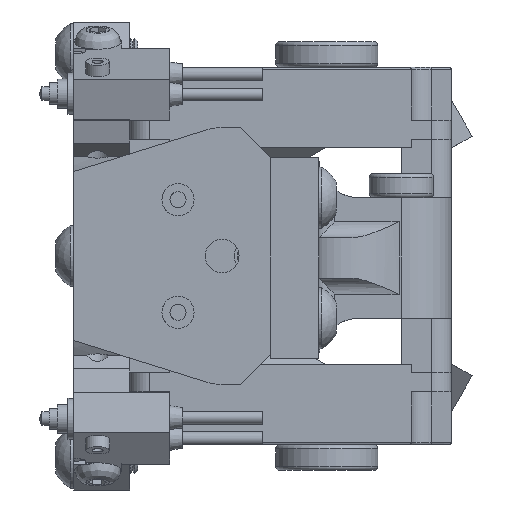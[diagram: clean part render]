
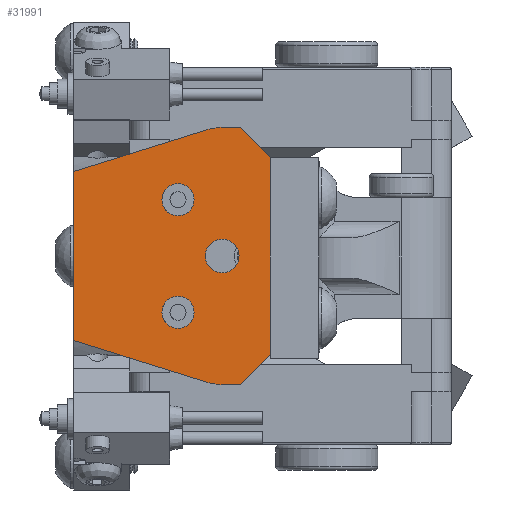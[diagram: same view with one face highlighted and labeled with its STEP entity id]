
A CAD part, left-side view. The second image highlights one B-rep face of the part: STEP entity #31991.
In plain terms, the highlighted planar face has unit normal (-1, 0, 0).
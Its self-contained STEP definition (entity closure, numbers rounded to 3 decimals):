
#2576=FACE_BOUND('',#6298,.T.);
#2577=FACE_BOUND('',#6299,.T.);
#2578=FACE_BOUND('',#6300,.T.);
#2743=CIRCLE('',#34268,2.);
#2744=CIRCLE('',#34271,2.);
#2811=CIRCLE('',#34432,2.1);
#2812=CIRCLE('',#34434,6.);
#2813=CIRCLE('',#34437,6.);
#4453=FACE_OUTER_BOUND('',#6297,.T.);
#6297=EDGE_LOOP('',(#21865,#21866,#21867,#21868,#21869,#21870,#21871,#21872,
#21873,#21874));
#6298=EDGE_LOOP('',(#21875));
#6299=EDGE_LOOP('',(#21876));
#6300=EDGE_LOOP('',(#21877));
#8170=LINE('',#47032,#10664);
#8174=LINE('',#47039,#10668);
#8186=LINE('',#47081,#10680);
#8188=LINE('',#47085,#10682);
#8208=LINE('',#47182,#10702);
#8355=LINE('',#47711,#10849);
#8360=LINE('',#47724,#10854);
#8361=LINE('',#47728,#10855);
#10664=VECTOR('',#37681,10.);
#10668=VECTOR('',#37687,10.);
#10680=VECTOR('',#37721,10.);
#10682=VECTOR('',#37725,10.);
#10702=VECTOR('',#37837,10.);
#10849=VECTOR('',#38232,10.);
#10854=VECTOR('',#38247,10.);
#10855=VECTOR('',#38254,10.);
#13158=VERTEX_POINT('',#47029);
#13159=VERTEX_POINT('',#47031);
#13161=VERTEX_POINT('',#47037);
#13180=VERTEX_POINT('',#47079);
#13181=VERTEX_POINT('',#47083);
#13184=VERTEX_POINT('',#47097);
#13185=VERTEX_POINT('',#47102);
#13211=VERTEX_POINT('',#47179);
#13212=VERTEX_POINT('',#47181);
#13354=VERTEX_POINT('',#47710);
#13355=VERTEX_POINT('',#47714);
#13356=VERTEX_POINT('',#47718);
#13357=VERTEX_POINT('',#47719);
#16367=EDGE_CURVE('',#13158,#13159,#8170,.T.);
#16371=EDGE_CURVE('',#13158,#13161,#8174,.T.);
#16392=EDGE_CURVE('',#13180,#13161,#8186,.T.);
#16394=EDGE_CURVE('',#13180,#13181,#8188,.T.);
#16399=EDGE_CURVE('',#13184,#13184,#2743,.T.);
#16402=EDGE_CURVE('',#13185,#13185,#2744,.T.);
#16442=EDGE_CURVE('',#13212,#13211,#8208,.T.);
#16655=EDGE_CURVE('',#13354,#13212,#8355,.T.);
#16658=EDGE_CURVE('',#13355,#13355,#2811,.T.);
#16659=EDGE_CURVE('',#13356,#13357,#2812,.T.);
#16662=EDGE_CURVE('',#13357,#13159,#8360,.T.);
#16663=EDGE_CURVE('',#13181,#13354,#2813,.T.);
#16664=EDGE_CURVE('',#13211,#13356,#8361,.T.);
#21865=ORIENTED_EDGE('',*,*,#16367,.F.);
#21866=ORIENTED_EDGE('',*,*,#16371,.T.);
#21867=ORIENTED_EDGE('',*,*,#16392,.F.);
#21868=ORIENTED_EDGE('',*,*,#16394,.T.);
#21869=ORIENTED_EDGE('',*,*,#16663,.T.);
#21870=ORIENTED_EDGE('',*,*,#16655,.T.);
#21871=ORIENTED_EDGE('',*,*,#16442,.T.);
#21872=ORIENTED_EDGE('',*,*,#16664,.T.);
#21873=ORIENTED_EDGE('',*,*,#16659,.T.);
#21874=ORIENTED_EDGE('',*,*,#16662,.T.);
#21875=ORIENTED_EDGE('',*,*,#16399,.T.);
#21876=ORIENTED_EDGE('',*,*,#16402,.T.);
#21877=ORIENTED_EDGE('',*,*,#16658,.T.);
#31138=PLANE('',#34447);
#31991=ADVANCED_FACE('',(#4453,#2576,#2577,#2578),#31138,.T.);
#34268=AXIS2_PLACEMENT_3D('',#47098,#37742,#37743);
#34271=AXIS2_PLACEMENT_3D('',#47103,#37749,#37750);
#34432=AXIS2_PLACEMENT_3D('',#47716,#38237,#38238);
#34434=AXIS2_PLACEMENT_3D('',#47720,#38241,#38242);
#34437=AXIS2_PLACEMENT_3D('',#47726,#38250,#38251);
#34447=AXIS2_PLACEMENT_3D('',#47742,#38276,#38277);
#37681=DIRECTION('',(0.,-0.707,0.707));
#37687=DIRECTION('',(0.,0.,-1.));
#37721=DIRECTION('',(0.,0.707,0.707));
#37725=DIRECTION('',(0.,-1.,0.));
#37742=DIRECTION('center_axis',(1.,0.,0.));
#37743=DIRECTION('ref_axis',(0.,0.,1.));
#37749=DIRECTION('center_axis',(1.,0.,0.));
#37750=DIRECTION('ref_axis',(0.,0.,1.));
#37837=DIRECTION('',(0.,0.,1.));
#38232=DIRECTION('',(0.,-0.954,0.299));
#38237=DIRECTION('center_axis',(1.,0.,0.));
#38238=DIRECTION('ref_axis',(0.,0.,-1.));
#38241=DIRECTION('center_axis',(-1.,0.,0.));
#38242=DIRECTION('ref_axis',(0.,0.,1.));
#38247=DIRECTION('',(0.,1.,0.));
#38250=DIRECTION('center_axis',(-1.,0.,0.));
#38251=DIRECTION('ref_axis',(0.,0.,1.));
#38254=DIRECTION('',(0.,0.954,0.299));
#38276=DIRECTION('center_axis',(-1.,0.,0.));
#38277=DIRECTION('ref_axis',(0.,0.,1.));
#47029=CARTESIAN_POINT('',(-36.5,24.5,12.25));
#47031=CARTESIAN_POINT('',(-36.5,20.75,16.));
#47032=CARTESIAN_POINT('',(-36.5,23.125,13.625));
#47037=CARTESIAN_POINT('',(-36.5,24.5,-12.25));
#47039=CARTESIAN_POINT('',(-36.5,24.5,10.));
#47079=CARTESIAN_POINT('',(-36.5,20.75,-16.));
#47081=CARTESIAN_POINT('',(-36.5,17.875,-18.875));
#47083=CARTESIAN_POINT('',(-36.5,18.5,-16.));
#47085=CARTESIAN_POINT('',(-36.5,24.5,-16.));
#47097=CARTESIAN_POINT('',(-36.5,13.,-9.));
#47098=CARTESIAN_POINT('Origin',(-36.5,13.,-7.));
#47102=CARTESIAN_POINT('',(-36.5,13.,5.));
#47103=CARTESIAN_POINT('Origin',(-36.5,13.,7.));
#47179=CARTESIAN_POINT('',(-36.5,0.,10.5));
#47181=CARTESIAN_POINT('',(-36.5,0.,-10.5));
#47182=CARTESIAN_POINT('',(-36.5,0.,-10.5));
#47710=CARTESIAN_POINT('',(-36.5,16.709,-15.726));
#47711=CARTESIAN_POINT('',(-36.5,16.709,-15.726));
#47714=CARTESIAN_POINT('',(-36.5,18.5,2.1));
#47716=CARTESIAN_POINT('Origin',(-36.5,18.5,0.));
#47718=CARTESIAN_POINT('',(-36.5,16.709,15.726));
#47719=CARTESIAN_POINT('',(-36.5,18.5,16.));
#47720=CARTESIAN_POINT('Origin',(-36.5,18.5,10.));
#47724=CARTESIAN_POINT('',(-36.5,18.5,16.));
#47726=CARTESIAN_POINT('Origin',(-36.5,18.5,-10.));
#47728=CARTESIAN_POINT('',(-36.5,0.,10.5));
#47742=CARTESIAN_POINT('Origin',(-36.5,0.,-10.5));
